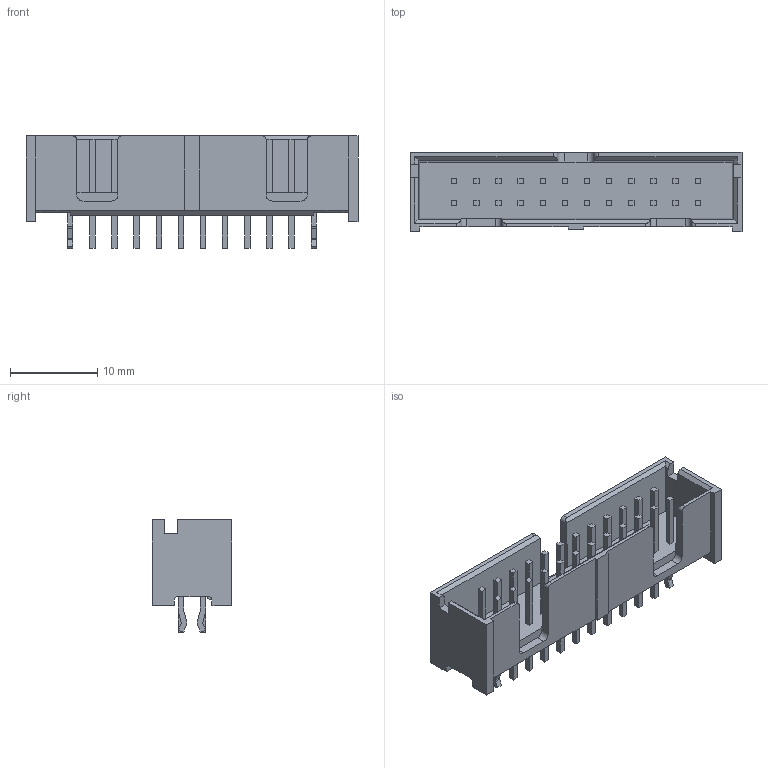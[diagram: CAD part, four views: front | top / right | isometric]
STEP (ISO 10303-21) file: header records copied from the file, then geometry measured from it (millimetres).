
FILE_DESCRIPTION((''),'2;1');
FILE_NAME('C-5104338-5','2019-01-30T01:04:22',('workeradm'),('TE Connectivity Ltd.'),'CREO PARAMETRIC BY PTC INC, 2018190','CREO PARAMETRIC BY PTC INC, 2018190','');
FILE_SCHEMA(('AUTOMOTIVE_DESIGN { 1 0 10303 214 1 1 1 1 }'));
Length unit declared in the file: millimetre
Products named in the file (1): C-5104338-5
Bounding box: 38.1 x 9.14 x 12.9 mm (x, y, z)
Volume: 1349.5 mm3; surface area: 2524.5 mm2
Topology: 1 solids, 1 shells, 359 faces, 915 edges, 606 vertices
Faces by surface type: plane 326, cylinder 33
Entity records: 10706 total; most frequent: CARTESIAN_POINT 1915, ORIENTED_EDGE 1830, DIRECTION 1681, EDGE_CURVE 915, VECTOR 843, LINE 843, VERTEX_POINT 606, AXIS2_PLACEMENT_3D 419
